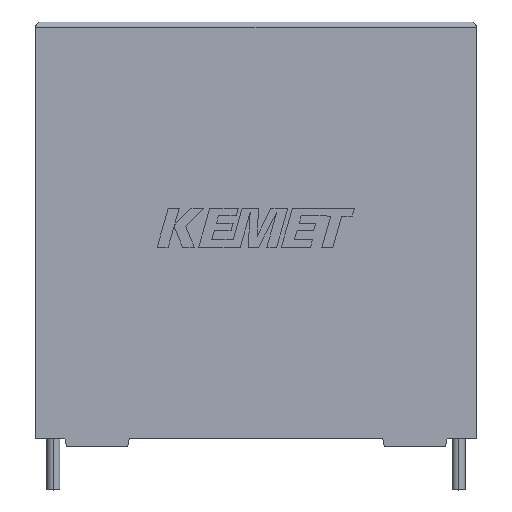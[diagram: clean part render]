
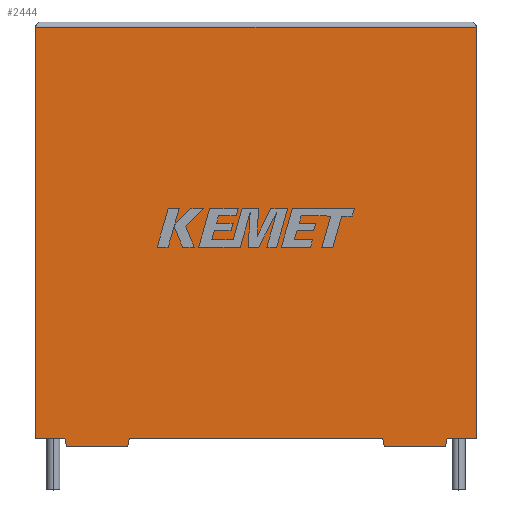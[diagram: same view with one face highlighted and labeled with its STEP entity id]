
A CAD part, top view. The second image highlights one B-rep face of the part: STEP entity #2444.
In plain terms, the highlighted planar face has unit normal (0, 0, 1).
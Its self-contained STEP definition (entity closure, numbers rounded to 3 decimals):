
#4 = CARTESIAN_POINT ( 'NONE',  ( 32.268, -0.786, 19.3 ) ) ;
#23 = EDGE_CURVE ( 'NONE', #271, #580, #829, .T. ) ;
#29 = VERTEX_POINT ( 'NONE', #1197 ) ;
#159 = EDGE_CURVE ( 'NONE', #580, #1300, #2239, .T. ) ;
#173 = ORIENTED_EDGE ( 'NONE', *, *, #2164, .T. ) ;
#204 = EDGE_CURVE ( 'NONE', #1335, #29, #2531, .T. ) ;
#266 = CARTESIAN_POINT ( 'NONE',  ( 8.532, -0.786, 19.3 ) ) ;
#271 = VERTEX_POINT ( 'NONE', #266 ) ;
#272 = VERTEX_POINT ( 'NONE', #531 ) ;
#284 = DIRECTION ( 'NONE',  ( 1., 0., 0. ) ) ;
#312 = EDGE_CURVE ( 'NONE', #29, #2905, #2851, .T. ) ;
#369 = DIRECTION ( 'NONE',  ( 0., 0., -1. ) ) ;
#474 = DIRECTION ( 'NONE',  ( 0., 1., 0. ) ) ;
#475 = ORIENTED_EDGE ( 'NONE', *, *, #312, .T. ) ;
#480 = EDGE_CURVE ( 'NONE', #2870, #271, #754, .T. ) ;
#531 = CARTESIAN_POINT ( 'NONE',  ( 38.089, 0., 19.3 ) ) ;
#542 = ORIENTED_EDGE ( 'NONE', *, *, #832, .F. ) ;
#544 = ORIENTED_EDGE ( 'NONE', *, *, #1896, .T. ) ;
#577 = VERTEX_POINT ( 'NONE', #1106 ) ;
#580 = VERTEX_POINT ( 'NONE', #2402 ) ;
#620 = DIRECTION ( 'NONE',  ( 0.187, -0.982, 0. ) ) ;
#722 = CARTESIAN_POINT ( 'NONE',  ( 0., 0., 19.3 ) ) ;
#729 = VERTEX_POINT ( 'NONE', #2720 ) ;
#739 = LINE ( 'NONE', #3059, #1246 ) ;
#754 = LINE ( 'NONE', #842, #1328 ) ;
#829 = LINE ( 'NONE', #3206, #1788 ) ;
#832 = EDGE_CURVE ( 'NONE', #577, #1300, #2793, .T. ) ;
#842 = CARTESIAN_POINT ( 'NONE',  ( 2.861, -0.786, 19.3 ) ) ;
#847 = CARTESIAN_POINT ( 'NONE',  ( 0., 0., 19.3 ) ) ;
#894 = LINE ( 'NONE', #1864, #978 ) ;
#912 = VECTOR ( 'NONE', #474, 1000. ) ;
#945 = EDGE_CURVE ( 'NONE', #1341, #577, #1739, .T. ) ;
#946 = DIRECTION ( 'NONE',  ( -1., 0., 0. ) ) ;
#951 = CARTESIAN_POINT ( 'NONE',  ( 40.8, 0., 19.3 ) ) ;
#972 = CARTESIAN_POINT ( 'NONE',  ( 0., 0., 19.3 ) ) ;
#978 = VECTOR ( 'NONE', #620, 1000. ) ;
#982 = LINE ( 'NONE', #722, #3181 ) ;
#991 = CARTESIAN_POINT ( 'NONE',  ( 2.861, -0.786, 19.3 ) ) ;
#1053 = DIRECTION ( 'NONE',  ( 1., 0., 0. ) ) ;
#1106 = CARTESIAN_POINT ( 'NONE',  ( 32.268, -0.786, 19.3 ) ) ;
#1115 = CARTESIAN_POINT ( 'NONE',  ( 2.711, 0., 19.3 ) ) ;
#1137 = ORIENTED_EDGE ( 'NONE', *, *, #3114, .T. ) ;
#1162 = ORIENTED_EDGE ( 'NONE', *, *, #1500, .T. ) ;
#1197 = CARTESIAN_POINT ( 'NONE',  ( 40.8, 38.014, 19.3 ) ) ;
#1246 = VECTOR ( 'NONE', #1549, 1000. ) ;
#1261 = CARTESIAN_POINT ( 'NONE',  ( 0., 0., 19.3 ) ) ;
#1262 = CARTESIAN_POINT ( 'NONE',  ( 0., 38.014, 19.3 ) ) ;
#1300 = VERTEX_POINT ( 'NONE', #1665 ) ;
#1303 = ORIENTED_EDGE ( 'NONE', *, *, #480, .T. ) ;
#1304 = EDGE_LOOP ( 'NONE', ( #2724, #475, #1162, #544, #173, #1303, #3084, #3116, #542, #1781, #2906, #1137 ) ) ;
#1328 = VECTOR ( 'NONE', #1053, 1000. ) ;
#1335 = VERTEX_POINT ( 'NONE', #2198 ) ;
#1341 = VERTEX_POINT ( 'NONE', #2698 ) ;
#1401 = CARTESIAN_POINT ( 'NONE',  ( 37.939, -0.786, 19.3 ) ) ;
#1500 = EDGE_CURVE ( 'NONE', #2905, #729, #982, .T. ) ;
#1520 = LINE ( 'NONE', #972, #2805 ) ;
#1532 = VECTOR ( 'NONE', #1692, 1000. ) ;
#1549 = DIRECTION ( 'NONE',  ( -0.187, -0.982, 0. ) ) ;
#1615 = DIRECTION ( 'NONE',  ( -1., 0., 0. ) ) ;
#1665 = CARTESIAN_POINT ( 'NONE',  ( 32.118, 0., 19.3 ) ) ;
#1692 = DIRECTION ( 'NONE',  ( 1., 0., 0. ) ) ;
#1712 = DIRECTION ( 'NONE',  ( 1., 0., 0. ) ) ;
#1739 = LINE ( 'NONE', #1401, #2186 ) ;
#1781 = ORIENTED_EDGE ( 'NONE', *, *, #945, .F. ) ;
#1788 = VECTOR ( 'NONE', #2699, 1000. ) ;
#1864 = CARTESIAN_POINT ( 'NONE',  ( 2.711, 0., 19.3 ) ) ;
#1896 = EDGE_CURVE ( 'NONE', #729, #2165, #1520, .T. ) ;
#1947 = VECTOR ( 'NONE', #2058, 1000. ) ;
#1986 = CARTESIAN_POINT ( 'NONE',  ( 0., 38.014, 19.3 ) ) ;
#2058 = DIRECTION ( 'NONE',  ( -1., 0., 0. ) ) ;
#2127 = VECTOR ( 'NONE', #3016, 1000. ) ;
#2164 = EDGE_CURVE ( 'NONE', #2165, #2870, #894, .T. ) ;
#2165 = VERTEX_POINT ( 'NONE', #1115 ) ;
#2186 = VECTOR ( 'NONE', #946, 1000. ) ;
#2198 = CARTESIAN_POINT ( 'NONE',  ( 40.8, 0., 19.3 ) ) ;
#2239 = LINE ( 'NONE', #3190, #1532 ) ;
#2340 = AXIS2_PLACEMENT_3D ( 'NONE', #847, #369, #1615 ) ;
#2349 = PLANE ( 'NONE',  #2340 ) ;
#2402 = CARTESIAN_POINT ( 'NONE',  ( 8.682, 0., 19.3 ) ) ;
#2444 = ADVANCED_FACE ( 'NONE', ( #2680 ), #2349, .F. ) ;
#2490 = DIRECTION ( 'NONE',  ( 0., -1., 0. ) ) ;
#2531 = LINE ( 'NONE', #951, #912 ) ;
#2680 = FACE_OUTER_BOUND ( 'NONE', #1304, .T. ) ;
#2698 = CARTESIAN_POINT ( 'NONE',  ( 37.939, -0.786, 19.3 ) ) ;
#2699 = DIRECTION ( 'NONE',  ( 0.187, 0.982, 0. ) ) ;
#2716 = VECTOR ( 'NONE', #284, 1000. ) ;
#2720 = CARTESIAN_POINT ( 'NONE',  ( 0., 0., 19.3 ) ) ;
#2724 = ORIENTED_EDGE ( 'NONE', *, *, #204, .T. ) ;
#2793 = LINE ( 'NONE', #4, #2127 ) ;
#2805 = VECTOR ( 'NONE', #1712, 1000. ) ;
#2851 = LINE ( 'NONE', #1262, #1947 ) ;
#2870 = VERTEX_POINT ( 'NONE', #991 ) ;
#2905 = VERTEX_POINT ( 'NONE', #1986 ) ;
#2906 = ORIENTED_EDGE ( 'NONE', *, *, #3089, .F. ) ;
#3016 = DIRECTION ( 'NONE',  ( -0.187, 0.982, 0. ) ) ;
#3021 = LINE ( 'NONE', #1261, #2716 ) ;
#3059 = CARTESIAN_POINT ( 'NONE',  ( 38.089, 0., 19.3 ) ) ;
#3084 = ORIENTED_EDGE ( 'NONE', *, *, #23, .T. ) ;
#3089 = EDGE_CURVE ( 'NONE', #272, #1341, #739, .T. ) ;
#3114 = EDGE_CURVE ( 'NONE', #272, #1335, #3021, .T. ) ;
#3116 = ORIENTED_EDGE ( 'NONE', *, *, #159, .T. ) ;
#3181 = VECTOR ( 'NONE', #2490, 1000. ) ;
#3190 = CARTESIAN_POINT ( 'NONE',  ( 0., 0., 19.3 ) ) ;
#3206 = CARTESIAN_POINT ( 'NONE',  ( 8.532, -0.786, 19.3 ) ) ;
